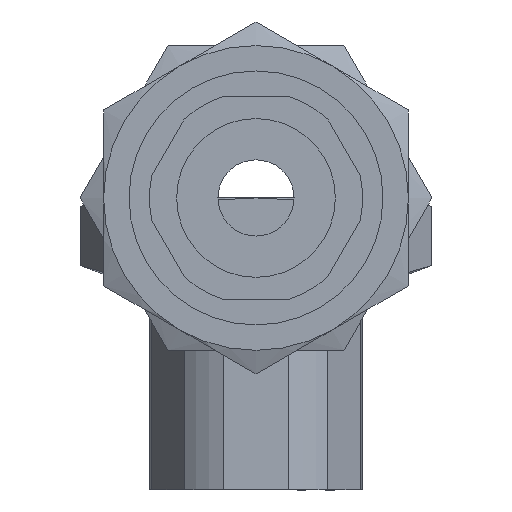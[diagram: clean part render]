
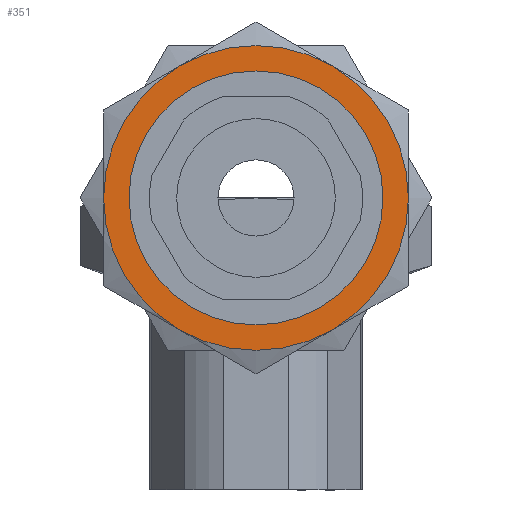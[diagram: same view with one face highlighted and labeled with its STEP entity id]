
A CAD part, front view. The second image highlights one B-rep face of the part: STEP entity #351.
In plain terms, the highlighted face is planar.
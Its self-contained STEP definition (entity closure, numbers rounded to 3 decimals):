
#351 = ADVANCED_FACE( 'NONE', ( #583, #584 ), #585, .F. );
#583 = FACE_OUTER_BOUND( '', #750, .T. );
#584 = FACE_BOUND( '', #751, .T. );
#585 = PLANE( '', #752 );
#750 = EDGE_LOOP( '', ( #973, #974, #975, #976, #977, #978 ) );
#751 = EDGE_LOOP( '', ( #979 ) );
#752 = AXIS2_PLACEMENT_3D( '', #980, #981, #982 );
#973 = ORIENTED_EDGE( '', *, *, #1373, .T. );
#974 = ORIENTED_EDGE( '', *, *, #1374, .T. );
#975 = ORIENTED_EDGE( '', *, *, #1371, .T. );
#976 = ORIENTED_EDGE( '', *, *, #1375, .T. );
#977 = ORIENTED_EDGE( '', *, *, #1369, .T. );
#978 = ORIENTED_EDGE( '', *, *, #1376, .T. );
#979 = ORIENTED_EDGE( '', *, *, #1377, .F. );
#980 = CARTESIAN_POINT( '', ( 20.785, -12., 0. ) );
#981 = DIRECTION( '', ( 0., 0., -1. ) );
#982 = DIRECTION( '', ( 0., -1., 0. ) );
#1369 = EDGE_CURVE( 'NONE', #1550, #1553, #1555, .T. );
#1371 = EDGE_CURVE( 'NONE', #1559, #1557, #1560, .T. );
#1373 = EDGE_CURVE( 'NONE', #1562, #1563, #1564, .T. );
#1374 = EDGE_CURVE( 'NONE', #1563, #1559, #1565, .T. );
#1375 = EDGE_CURVE( 'NONE', #1557, #1550, #1566, .T. );
#1376 = EDGE_CURVE( 'NONE', #1553, #1562, #1567, .T. );
#1377 = EDGE_CURVE( 'NONE', #1568, #1568, #1569, .T. );
#1550 = VERTEX_POINT( 'NONE', #1710 );
#1553 = VERTEX_POINT( 'NONE', #1718 );
#1555 = CIRCLE( '', #1725, 12. );
#1557 = VERTEX_POINT( 'NONE', #1727 );
#1559 = VERTEX_POINT( 'NONE', #1734 );
#1560 = CIRCLE( '', #1735, 12. );
#1562 = VERTEX_POINT( 'NONE', #1742 );
#1563 = VERTEX_POINT( 'NONE', #1743 );
#1564 = CIRCLE( '', #1744, 12. );
#1565 = CIRCLE( '', #1745, 12. );
#1566 = CIRCLE( '', #1746, 12. );
#1567 = CIRCLE( '', #1747, 12. );
#1568 = VERTEX_POINT( '', #1748 );
#1569 = CIRCLE( '', #1749, 9.25 );
#1710 = CARTESIAN_POINT( '', ( 10.392, -6., 0. ) );
#1718 = CARTESIAN_POINT( '', ( 10.392, 6., 0. ) );
#1725 = AXIS2_PLACEMENT_3D( '', #2003, #2004, #2005 );
#1727 = CARTESIAN_POINT( '', ( 0., -12., 0. ) );
#1734 = CARTESIAN_POINT( '', ( -10.392, -6., 0. ) );
#1735 = AXIS2_PLACEMENT_3D( '', #2006, #2007, #2008 );
#1742 = CARTESIAN_POINT( '', ( 0., 12., 0. ) );
#1743 = CARTESIAN_POINT( '', ( -10.392, 6., 0. ) );
#1744 = AXIS2_PLACEMENT_3D( '', #2009, #2010, #2011 );
#1745 = AXIS2_PLACEMENT_3D( '', #2012, #2013, #2014 );
#1746 = AXIS2_PLACEMENT_3D( '', #2015, #2016, #2017 );
#1747 = AXIS2_PLACEMENT_3D( '', #2018, #2019, #2020 );
#1748 = CARTESIAN_POINT( '', ( 9.25, 0., 0. ) );
#1749 = AXIS2_PLACEMENT_3D( '', #2021, #2022, #2023 );
#2003 = CARTESIAN_POINT( '', ( 0., 0., 0. ) );
#2004 = DIRECTION( '', ( 0., 0., 1. ) );
#2005 = DIRECTION( '', ( 1., 0., 0. ) );
#2006 = CARTESIAN_POINT( '', ( 0., 0., 0. ) );
#2007 = DIRECTION( '', ( 0., 0., 1. ) );
#2008 = DIRECTION( '', ( 1., 0., 0. ) );
#2009 = CARTESIAN_POINT( '', ( 0., 0., 0. ) );
#2010 = DIRECTION( '', ( 0., 0., 1. ) );
#2011 = DIRECTION( '', ( 1., 0., 0. ) );
#2012 = CARTESIAN_POINT( '', ( 0., 0., 0. ) );
#2013 = DIRECTION( '', ( 0., 0., 1. ) );
#2014 = DIRECTION( '', ( 1., 0., 0. ) );
#2015 = CARTESIAN_POINT( '', ( 0., 0., 0. ) );
#2016 = DIRECTION( '', ( 0., 0., 1. ) );
#2017 = DIRECTION( '', ( 1., 0., 0. ) );
#2018 = CARTESIAN_POINT( '', ( 0., 0., 0. ) );
#2019 = DIRECTION( '', ( 0., 0., 1. ) );
#2020 = DIRECTION( '', ( 1., 0., 0. ) );
#2021 = CARTESIAN_POINT( '', ( 0., 0., 0. ) );
#2022 = DIRECTION( '', ( 0., 0., 1. ) );
#2023 = DIRECTION( '', ( 1., 0., 0. ) );
